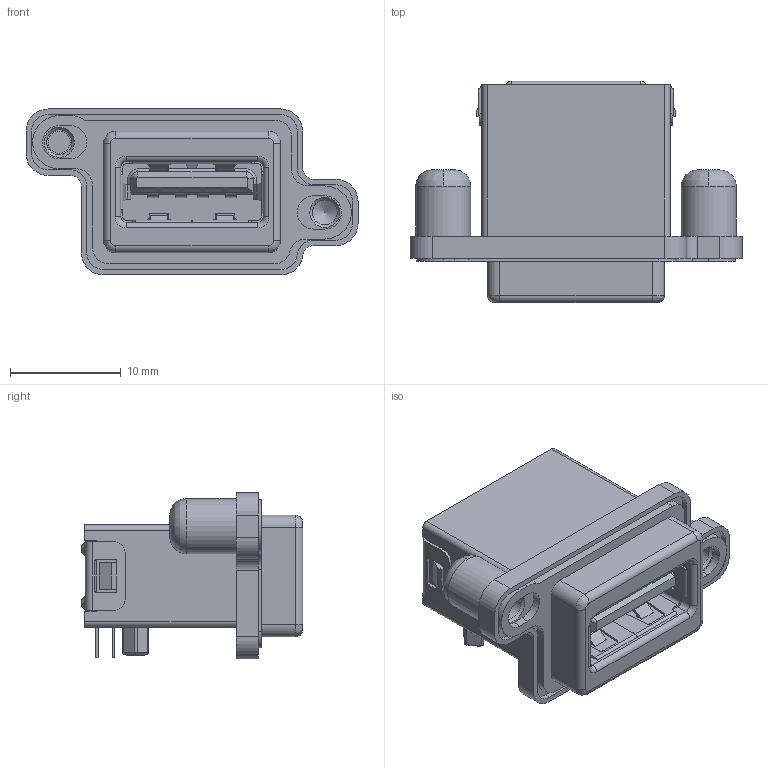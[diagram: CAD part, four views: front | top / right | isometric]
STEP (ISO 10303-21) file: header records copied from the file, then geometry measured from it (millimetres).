
FILE_DESCRIPTION(/* description */ ('SolidWorks IGES file using analytic representation for surfaces '),/* implementation_level */ '2;1');
FILE_NAME(/* name */ 'MUSBR-3193-M0.stp',/* time_stamp */ '2020-07-14T13:20:51+02:00',/* author */ ('drago'),/* organization */ (''),/* preprocessor_version */ 'ST-DEVELOPER v18.1',/* originating_system */ 'Autodesk Inventor 2021',/* authorisation */ '');
FILE_SCHEMA (('AUTOMOTIVE_DESIGN { 1 0 10303 214 3 1 1 }'));
Length unit declared in the file: millimetre
Products named in the file (1): MUSBR-3193-M0
Bounding box: 30 x 20 x 15 mm (x, y, z)
Volume: 3190.1 mm3; surface area: 3104.6 mm2
Topology: 1 solids, 3 shells, 835 faces, 2307 edges, 1508 vertices
Faces by surface type: plane 454, cylinder 271, bspline 76, torus 26, cone 8
Full cylindrical faces by diameter (mm): 2.261 x2, 5 x2
Entity records: 30191 total; most frequent: CARTESIAN_POINT 7859, ORIENTED_EDGE 4610, DIRECTION 4327, EDGE_CURVE 2305, LINE 1547, VECTOR 1547, VERTEX_POINT 1508, AXIS2_PLACEMENT_3D 1390
